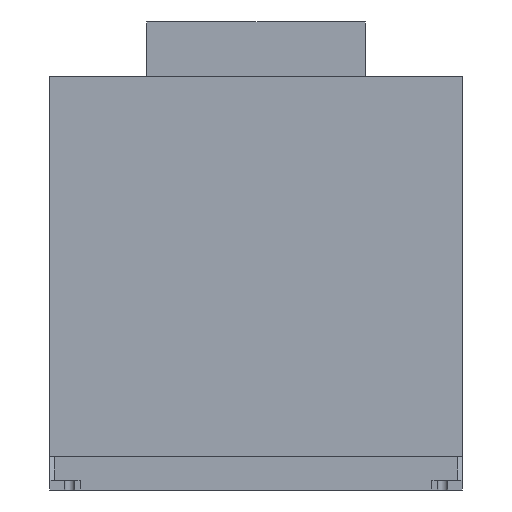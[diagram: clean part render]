
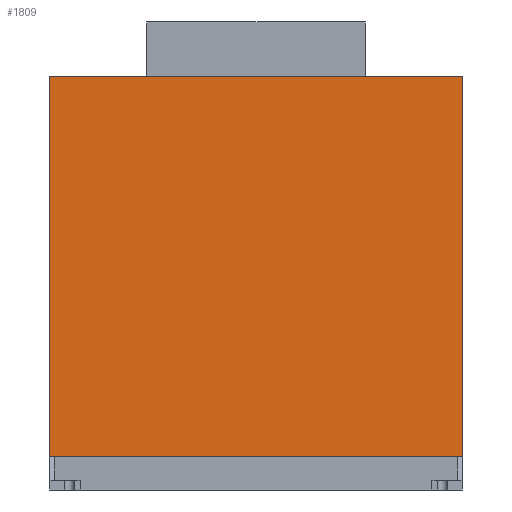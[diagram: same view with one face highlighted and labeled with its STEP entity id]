
A CAD part, front view. The second image highlights one B-rep face of the part: STEP entity #1809.
In plain terms, the highlighted planar face has unit normal (0, -1, 0).
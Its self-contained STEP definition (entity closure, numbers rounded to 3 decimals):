
#1682=CARTESIAN_POINT('',(0.0,-324.999,273.999));
#1683=VERTEX_POINT('',#1682);
#1690=CARTESIAN_POINT('',(273.,-324.999,273.999));
#1691=VERTEX_POINT('',#1690);
#1692=CARTESIAN_POINT('',(0.0,-324.999,273.999));
#1693=DIRECTION('',(1.0,0.0,0.0));
#1694=VECTOR('',#1693,273.);
#1695=LINE('',#1692,#1694);
#1696=EDGE_CURVE('',#1683,#1691,#1695,.T.);
#1751=CARTESIAN_POINT('',(273.,-324.999,22.));
#1752=VERTEX_POINT('',#1751);
#1753=CARTESIAN_POINT('',(273.0,-324.999,22.));
#1754=DIRECTION('',(0.0,0.0,1.0));
#1755=VECTOR('',#1754,251.998);
#1756=LINE('',#1753,#1755);
#1757=EDGE_CURVE('',#1752,#1691,#1756,.T.);
#1786=CARTESIAN_POINT('',(157.0,-324.999,187.));
#1787=DIRECTION('',(0.0,-1.0,0.0));
#1788=DIRECTION('',(1.0,0.0,0.0));
#1789=AXIS2_PLACEMENT_3D('',#1786,#1787,#1788);
#1790=PLANE('',#1789);
#1791=CARTESIAN_POINT('',(0.0,-324.999,22.));
#1792=VERTEX_POINT('',#1791);
#1793=CARTESIAN_POINT('',(0.,-324.999,273.999));
#1794=DIRECTION('',(0.0,0.0,-1.0));
#1795=VECTOR('',#1794,251.998);
#1796=LINE('',#1793,#1795);
#1797=EDGE_CURVE('',#1683,#1792,#1796,.T.);
#1798=ORIENTED_EDGE('',*,*,#1797,.T.);
#1799=CARTESIAN_POINT('',(273.,-324.999,22.));
#1800=DIRECTION('',(-1.0,0.0,0.0));
#1801=VECTOR('',#1800,273.);
#1802=LINE('',#1799,#1801);
#1803=EDGE_CURVE('',#1752,#1792,#1802,.T.);
#1804=ORIENTED_EDGE('',*,*,#1803,.F.);
#1805=ORIENTED_EDGE('',*,*,#1757,.T.);
#1806=ORIENTED_EDGE('',*,*,#1696,.F.);
#1807=EDGE_LOOP('',(#1798,#1804,#1805,#1806));
#1808=FACE_OUTER_BOUND('',#1807,.T.);
#1809=ADVANCED_FACE('',(#1808),#1790,.T.);
